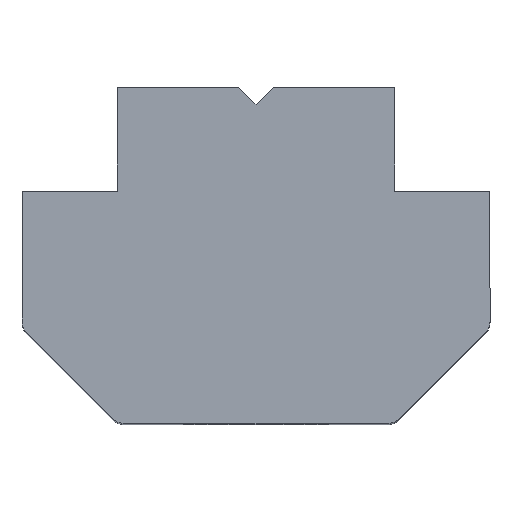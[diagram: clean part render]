
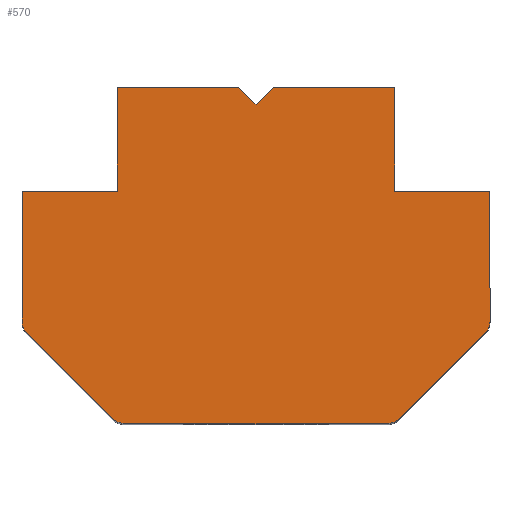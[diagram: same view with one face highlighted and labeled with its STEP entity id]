
A CAD part, top view. The second image highlights one B-rep face of the part: STEP entity #570.
In plain terms, the highlighted planar face has unit normal (0, 0, 1).
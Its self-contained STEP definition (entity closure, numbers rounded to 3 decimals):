
#47 = ORIENTED_EDGE ( 'NONE', *, *, #723, .T. ) ;
#50 = ORIENTED_EDGE ( 'NONE', *, *, #724, .F. ) ;
#51 = ORIENTED_EDGE ( 'NONE', *, *, #725, .F. ) ;
#52 = ORIENTED_EDGE ( 'NONE', *, *, #709, .F. ) ;
#53 = ORIENTED_EDGE ( 'NONE', *, *, #705, .F. ) ;
#60 = VERTEX_POINT ( 'NONE', #245 ) ;
#66 = ORIENTED_EDGE ( 'NONE', *, *, #715, .F. ) ;
#70 = VERTEX_POINT ( 'NONE', #232 ) ;
#76 = ORIENTED_EDGE ( 'NONE', *, *, #692, .F. ) ;
#80 = VERTEX_POINT ( 'NONE', #480 ) ;
#81 = ORIENTED_EDGE ( 'NONE', *, *, #741, .T. ) ;
#85 = VERTEX_POINT ( 'NONE', #479 ) ;
#87 = ORIENTED_EDGE ( 'NONE', *, *, #720, .F. ) ;
#89 = ORIENTED_EDGE ( 'NONE', *, *, #727, .T. ) ;
#91 = ORIENTED_EDGE ( 'NONE', *, *, #712, .F. ) ;
#94 = ORIENTED_EDGE ( 'NONE', *, *, #699, .F. ) ;
#96 = ORIENTED_EDGE ( 'NONE', *, *, #681, .F. ) ;
#99 = ORIENTED_EDGE ( 'NONE', *, *, #753, .T. ) ;
#100 = VERTEX_POINT ( 'NONE', #237 ) ;
#105 = VERTEX_POINT ( 'NONE', #151 ) ;
#111 = ORIENTED_EDGE ( 'NONE', *, *, #747, .T. ) ;
#113 = ORIENTED_EDGE ( 'NONE', *, *, #738, .T. ) ;
#116 = ORIENTED_EDGE ( 'NONE', *, *, #728, .T. ) ;
#151 = CARTESIAN_POINT ( 'NONE',  ( 0., 4.35, 10. ) ) ;
#161 = CARTESIAN_POINT ( 'NONE',  ( -3.793, -4.85, 10. ) ) ;
#162 = DIRECTION ( 'NONE',  ( 0., 1., 0. ) ) ;
#164 = CARTESIAN_POINT ( 'NONE',  ( -4.425, -4.425, 10. ) ) ;
#165 = DIRECTION ( 'NONE',  ( 0.707, 0.707, 0. ) ) ;
#174 = CARTESIAN_POINT ( 'NONE',  ( 4.425, -4.425, 10. ) ) ;
#177 = CARTESIAN_POINT ( 'NONE',  ( 4., 0., 10. ) ) ;
#178 = DIRECTION ( 'NONE',  ( 1., 0., 0. ) ) ;
#179 = CARTESIAN_POINT ( 'NONE',  ( -4., 4.85, 10. ) ) ;
#183 = CARTESIAN_POINT ( 'NONE',  ( 0., 1.85, 10. ) ) ;
#186 = CARTESIAN_POINT ( 'NONE',  ( 0., 1.85, 10. ) ) ;
#198 = DIRECTION ( 'NONE',  ( 0.707, 0.707, 0. ) ) ;
#199 = CARTESIAN_POINT ( 'NONE',  ( -2.175, 2.175, 10. ) ) ;
#203 = CARTESIAN_POINT ( 'NONE',  ( -4., 0., 10. ) ) ;
#204 = CARTESIAN_POINT ( 'NONE',  ( 0., 4.85, 10. ) ) ;
#214 = CARTESIAN_POINT ( 'NONE',  ( -4., 1.85, 10. ) ) ;
#215 = CARTESIAN_POINT ( 'NONE',  ( 0.5, 4.85, 10. ) ) ;
#222 = DIRECTION ( 'NONE',  ( 0.707, -0.707, 0. ) ) ;
#224 = DIRECTION ( 'NONE',  ( 0., 1., 0. ) ) ;
#225 = CARTESIAN_POINT ( 'NONE',  ( 2.175, 2.175, 10. ) ) ;
#227 = CARTESIAN_POINT ( 'NONE',  ( 6.75, 0., 10. ) ) ;
#232 = CARTESIAN_POINT ( 'NONE',  ( 6.75, -1.893, 10. ) ) ;
#234 = DIRECTION ( 'NONE',  ( -0.707, 0.707, 0. ) ) ;
#237 = CARTESIAN_POINT ( 'NONE',  ( -6.604, -2.246, 10. ) ) ;
#241 = CARTESIAN_POINT ( 'NONE',  ( 0., -4.85, 10. ) ) ;
#245 = CARTESIAN_POINT ( 'NONE',  ( 6.604, -2.246, 10. ) ) ;
#261 = CARTESIAN_POINT ( 'NONE',  ( -4.146, -4.704, 10. ) ) ;
#269 = DIRECTION ( 'NONE',  ( 1., 0., 0. ) ) ;
#272 = DIRECTION ( 'NONE',  ( 1., 0., 0. ) ) ;
#275 = DIRECTION ( 'NONE',  ( 1., 0., 0. ) ) ;
#276 = DIRECTION ( 'NONE',  ( 0., 0., 1. ) ) ;
#277 = CARTESIAN_POINT ( 'NONE',  ( 3.793, -4.35, 10. ) ) ;
#280 = DIRECTION ( 'NONE',  ( 1., 0., 0. ) ) ;
#282 = DIRECTION ( 'NONE',  ( 0., 0., 1. ) ) ;
#283 = DIRECTION ( 'NONE',  ( 0., 1., 0. ) ) ;
#286 = CARTESIAN_POINT ( 'NONE',  ( -3.793, -4.35, 10. ) ) ;
#291 = CARTESIAN_POINT ( 'NONE',  ( -6.75, 0., 10. ) ) ;
#292 = CARTESIAN_POINT ( 'NONE',  ( 0., 4.85, 10. ) ) ;
#319 = DIRECTION ( 'NONE',  ( 1., 0., 0. ) ) ;
#323 = DIRECTION ( 'NONE',  ( 1., 0., 0. ) ) ;
#328 = DIRECTION ( 'NONE',  ( 1., 0., 0. ) ) ;
#329 = DIRECTION ( 'NONE',  ( 0., -1., 0. ) ) ;
#331 = DIRECTION ( 'NONE',  ( 0., 0., 1. ) ) ;
#332 = CARTESIAN_POINT ( 'NONE',  ( -6.25, -1.893, 10. ) ) ;
#338 = DIRECTION ( 'NONE',  ( 1., 0., 0. ) ) ;
#339 = DIRECTION ( 'NONE',  ( 0., 0., 1. ) ) ;
#340 = CARTESIAN_POINT ( 'NONE',  ( 6.25, -1.893, 10. ) ) ;
#341 = CARTESIAN_POINT ( 'NONE',  ( -6.75, -1.893, 10. ) ) ;
#342 = DIRECTION ( 'NONE',  ( 1., 0., 0. ) ) ;
#343 = DIRECTION ( 'NONE',  ( 0., 0., 1. ) ) ;
#345 = PLANE ( 'NONE',  #730 ) ;
#352 = CARTESIAN_POINT ( 'NONE',  ( 0., 0., 10. ) ) ;
#360 = CARTESIAN_POINT ( 'NONE',  ( -0.5, 4.85, 10. ) ) ;
#366 = CARTESIAN_POINT ( 'NONE',  ( -6.75, 1.85, 10. ) ) ;
#426 = VECTOR ( 'NONE', #165, 1000. ) ;
#431 = LINE ( 'NONE', #174, #426 ) ;
#432 = CARTESIAN_POINT ( 'NONE',  ( 6.75, 1.85, 10. ) ) ;
#442 = VECTOR ( 'NONE', #224, 1000. ) ;
#446 = LINE ( 'NONE', #227, #442 ) ;
#450 = CARTESIAN_POINT ( 'NONE',  ( 4.146, -4.704, 10. ) ) ;
#461 = CIRCLE ( 'NONE', #647, 0.5 ) ;
#465 = CIRCLE ( 'NONE', #650, 0.5 ) ;
#479 = CARTESIAN_POINT ( 'NONE',  ( 3.793, -4.85, 10. ) ) ;
#480 = CARTESIAN_POINT ( 'NONE',  ( 4., 1.85, 10. ) ) ;
#485 = CARTESIAN_POINT ( 'NONE',  ( 4., 4.85, 10. ) ) ;
#495 = VERTEX_POINT ( 'NONE', #215 ) ;
#498 = VERTEX_POINT ( 'NONE', #214 ) ;
#499 = VERTEX_POINT ( 'NONE', #341 ) ;
#500 = VERTEX_POINT ( 'NONE', #450 ) ;
#503 = VERTEX_POINT ( 'NONE', #261 ) ;
#507 = VERTEX_POINT ( 'NONE', #432 ) ;
#516 = VERTEX_POINT ( 'NONE', #179 ) ;
#521 = VERTEX_POINT ( 'NONE', #161 ) ;
#525 = VERTEX_POINT ( 'NONE', #360 ) ;
#529 = VERTEX_POINT ( 'NONE', #485 ) ;
#530 = EDGE_LOOP ( 'NONE', ( #87, #113, #47, #81, #99, #89, #111, #51, #50, #96, #94, #76, #53, #52, #91, #66, #116 ) ) ;
#539 = VERTEX_POINT ( 'NONE', #366 ) ;
#570 = ADVANCED_FACE ( 'NONE', ( #778 ), #345, .T. ) ;
#578 = CIRCLE ( 'NONE', #686, 0.5 ) ;
#580 = CIRCLE ( 'NONE', #701, 0.5 ) ;
#581 = VECTOR ( 'NONE', #272, 1000. ) ;
#582 = VECTOR ( 'NONE', #329, 1000. ) ;
#584 = VECTOR ( 'NONE', #323, 1000. ) ;
#585 = LINE ( 'NONE', #186, #581 ) ;
#586 = LINE ( 'NONE', #241, #584 ) ;
#589 = VECTOR ( 'NONE', #234, 1000. ) ;
#592 = LINE ( 'NONE', #177, #582 ) ;
#595 = VECTOR ( 'NONE', #283, 1000. ) ;
#598 = LINE ( 'NONE', #291, #595 ) ;
#601 = VECTOR ( 'NONE', #319, 1000. ) ;
#604 = LINE ( 'NONE', #164, #589 ) ;
#607 = VECTOR ( 'NONE', #162, 1000. ) ;
#610 = LINE ( 'NONE', #183, #601 ) ;
#613 = VECTOR ( 'NONE', #178, 1000. ) ;
#616 = LINE ( 'NONE', #203, #607 ) ;
#623 = VECTOR ( 'NONE', #198, 1000. ) ;
#625 = LINE ( 'NONE', #199, #623 ) ;
#633 = LINE ( 'NONE', #204, #613 ) ;
#636 = VECTOR ( 'NONE', #222, 1000. ) ;
#638 = LINE ( 'NONE', #225, #636 ) ;
#647 = AXIS2_PLACEMENT_3D ( 'NONE', #286, #282, #280 ) ;
#650 = AXIS2_PLACEMENT_3D ( 'NONE', #277, #276, #269 ) ;
#681 = EDGE_CURVE ( 'NONE', #495, #529, #788, .T. ) ;
#686 = AXIS2_PLACEMENT_3D ( 'NONE', #332, #331, #328 ) ;
#692 = EDGE_CURVE ( 'NONE', #525, #105, #638, .T. ) ;
#699 = EDGE_CURVE ( 'NONE', #105, #495, #625, .T. ) ;
#701 = AXIS2_PLACEMENT_3D ( 'NONE', #340, #339, #338 ) ;
#705 = EDGE_CURVE ( 'NONE', #516, #525, #633, .T. ) ;
#709 = EDGE_CURVE ( 'NONE', #498, #516, #616, .T. ) ;
#712 = EDGE_CURVE ( 'NONE', #539, #498, #610, .T. ) ;
#715 = EDGE_CURVE ( 'NONE', #499, #539, #598, .T. ) ;
#720 = EDGE_CURVE ( 'NONE', #503, #100, #604, .T. ) ;
#723 = EDGE_CURVE ( 'NONE', #521, #85, #586, .T. ) ;
#724 = EDGE_CURVE ( 'NONE', #529, #80, #592, .T. ) ;
#725 = EDGE_CURVE ( 'NONE', #80, #507, #585, .T. ) ;
#727 = EDGE_CURVE ( 'NONE', #60, #70, #580, .T. ) ;
#728 = EDGE_CURVE ( 'NONE', #499, #100, #578, .T. ) ;
#730 = AXIS2_PLACEMENT_3D ( 'NONE', #352, #343, #342 ) ;
#738 = EDGE_CURVE ( 'NONE', #503, #521, #461, .T. ) ;
#741 = EDGE_CURVE ( 'NONE', #85, #500, #465, .T. ) ;
#747 = EDGE_CURVE ( 'NONE', #70, #507, #446, .T. ) ;
#753 = EDGE_CURVE ( 'NONE', #500, #60, #431, .T. ) ;
#767 = VECTOR ( 'NONE', #275, 1000. ) ;
#778 = FACE_OUTER_BOUND ( 'NONE', #530, .T. ) ;
#788 = LINE ( 'NONE', #292, #767 ) ;
